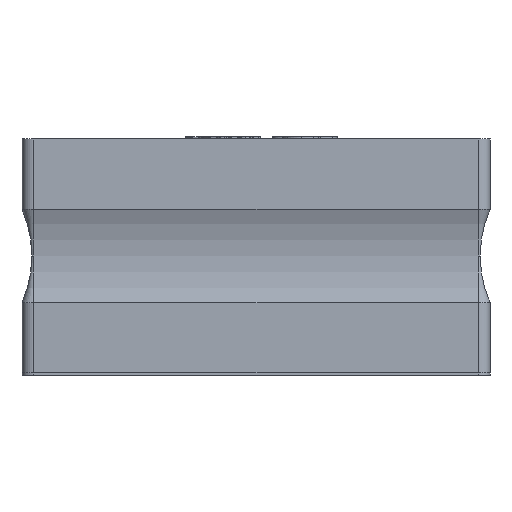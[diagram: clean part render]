
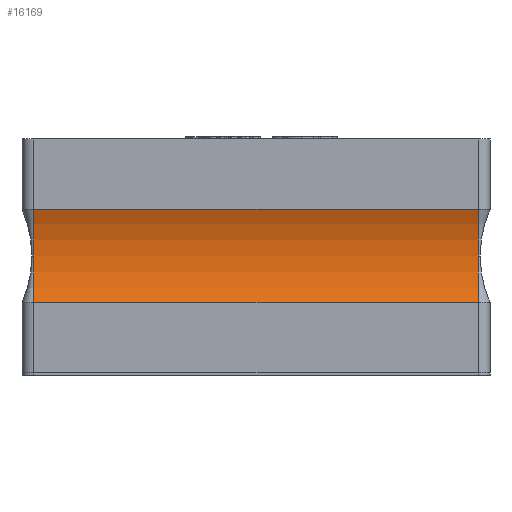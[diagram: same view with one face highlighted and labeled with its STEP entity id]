
A CAD part, left-side view. The second image highlights one B-rep face of the part: STEP entity #16169.
In plain terms, the highlighted cylindrical face has radius 0.5 mm (diameter 1 mm), a partial arc.
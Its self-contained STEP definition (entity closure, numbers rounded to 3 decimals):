
#410 = EDGE_CURVE ( 'NONE', #6836, #9337, #6959, .T. ) ;
#1012 = CARTESIAN_POINT ( 'NONE',  ( -1.25, 0.95, -0.4 ) ) ;
#1141 = AXIS2_PLACEMENT_3D ( 'NONE', #11162, #9486, #13327 ) ;
#1697 = CIRCLE ( 'NONE', #9533, 0.5 ) ;
#1938 = ORIENTED_EDGE ( 'NONE', *, *, #16318, .T. ) ;
#1973 = CARTESIAN_POINT ( 'NONE',  ( -1.25, -0.95, 0. ) ) ;
#1985 = VERTEX_POINT ( 'NONE', #8114 ) ;
#2341 = DIRECTION ( 'NONE',  ( 0., -1., 0. ) ) ;
#2675 = CARTESIAN_POINT ( 'NONE',  ( -1.708, -0.95, -0.2 ) ) ;
#3008 = DIRECTION ( 'NONE',  ( 0., -1., 0. ) ) ;
#3187 = VECTOR ( 'NONE', #3008, 1000. ) ;
#3702 = ORIENTED_EDGE ( 'NONE', *, *, #5990, .F. ) ;
#3978 = AXIS2_PLACEMENT_3D ( 'NONE', #6303, #10500, #11685 ) ;
#4067 = ORIENTED_EDGE ( 'NONE', *, *, #15761, .T. ) ;
#4356 = DIRECTION ( 'NONE',  ( 0., -1., 0. ) ) ;
#5007 = AXIS2_PLACEMENT_3D ( 'NONE', #12035, #4356, #13182 ) ;
#5291 = LINE ( 'NONE', #14480, #3187 ) ;
#5781 = ORIENTED_EDGE ( 'NONE', *, *, #6148, .T. ) ;
#5990 = EDGE_CURVE ( 'NONE', #9337, #8091, #5291, .T. ) ;
#6004 = CYLINDRICAL_SURFACE ( 'NONE', #1141, 0.5 ) ;
#6148 = EDGE_CURVE ( 'NONE', #10705, #1985, #7063, .T. ) ;
#6303 = CARTESIAN_POINT ( 'NONE',  ( -1.708, 0.95, -0.2 ) ) ;
#6836 = VERTEX_POINT ( 'NONE', #7588 ) ;
#6959 = CIRCLE ( 'NONE', #3978, 0.5 ) ;
#7063 = LINE ( 'NONE', #1012, #7655 ) ;
#7069 = CARTESIAN_POINT ( 'NONE',  ( -1.25, 0.95, 0. ) ) ;
#7588 = CARTESIAN_POINT ( 'NONE',  ( -1.208, 0.95, -0.2 ) ) ;
#7655 = VECTOR ( 'NONE', #2341, 1000. ) ;
#8091 = VERTEX_POINT ( 'NONE', #1973 ) ;
#8114 = CARTESIAN_POINT ( 'NONE',  ( -1.25, -0.95, -0.4 ) ) ;
#9327 = CARTESIAN_POINT ( 'NONE',  ( -1.708, -0.95, -0.2 ) ) ;
#9337 = VERTEX_POINT ( 'NONE', #7069 ) ;
#9486 = DIRECTION ( 'NONE',  ( 0., 1., 0. ) ) ;
#9533 = AXIS2_PLACEMENT_3D ( 'NONE', #9327, #12008, #11835 ) ;
#10500 = DIRECTION ( 'NONE',  ( 0., -1., 0. ) ) ;
#10639 = DIRECTION ( 'NONE',  ( 0., -1., 0. ) ) ;
#10705 = VERTEX_POINT ( 'NONE', #15631 ) ;
#10915 = FACE_OUTER_BOUND ( 'NONE', #13760, .T. ) ;
#11162 = CARTESIAN_POINT ( 'NONE',  ( -1.708, -0.95, -0.2 ) ) ;
#11371 = CIRCLE ( 'NONE', #15123, 0.5 ) ;
#11685 = DIRECTION ( 'NONE',  ( 0., 0., -1. ) ) ;
#11835 = DIRECTION ( 'NONE',  ( 0., 0., -1. ) ) ;
#12008 = DIRECTION ( 'NONE',  ( 0., -1., 0. ) ) ;
#12035 = CARTESIAN_POINT ( 'NONE',  ( -1.708, 0.95, -0.2 ) ) ;
#12275 = CIRCLE ( 'NONE', #5007, 0.5 ) ;
#12840 = ORIENTED_EDGE ( 'NONE', *, *, #13655, .F. ) ;
#12873 = DIRECTION ( 'NONE',  ( 0., 0., -1. ) ) ;
#13128 = VERTEX_POINT ( 'NONE', #15665 ) ;
#13182 = DIRECTION ( 'NONE',  ( 0., 0., -1. ) ) ;
#13327 = DIRECTION ( 'NONE',  ( -1., 0., 0. ) ) ;
#13655 = EDGE_CURVE ( 'NONE', #10705, #6836, #12275, .T. ) ;
#13760 = EDGE_LOOP ( 'NONE', ( #3702, #14938, #12840, #5781, #4067, #1938 ) ) ;
#14480 = CARTESIAN_POINT ( 'NONE',  ( -1.25, 1., 0. ) ) ;
#14938 = ORIENTED_EDGE ( 'NONE', *, *, #410, .F. ) ;
#15123 = AXIS2_PLACEMENT_3D ( 'NONE', #2675, #10639, #12873 ) ;
#15631 = CARTESIAN_POINT ( 'NONE',  ( -1.25, 0.95, -0.4 ) ) ;
#15665 = CARTESIAN_POINT ( 'NONE',  ( -1.208, -0.95, -0.2 ) ) ;
#15761 = EDGE_CURVE ( 'NONE', #1985, #13128, #1697, .T. ) ;
#16169 = ADVANCED_FACE ( 'NONE', ( #10915 ), #6004, .F. ) ;
#16318 = EDGE_CURVE ( 'NONE', #13128, #8091, #11371, .T. ) ;
